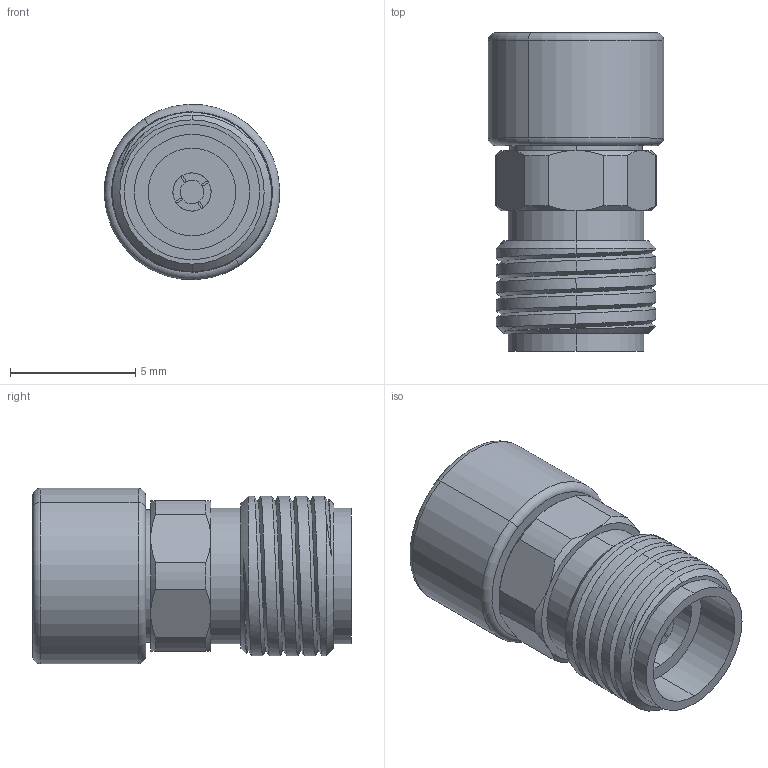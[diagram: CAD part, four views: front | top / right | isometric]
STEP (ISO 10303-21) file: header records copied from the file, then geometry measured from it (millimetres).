
FILE_DESCRIPTION (( 'STEP AP214' ), '1' );
FILE_NAME ('CM-3F-33-2, Defeatured.STEP', '2025-09-05T20:17:36', ( '' ), ( '' ), 'SwSTEP 2.0', 'SolidWorks 2021', '' );
FILE_SCHEMA (( 'AUTOMOTIVE_DESIGN' ));
Length unit declared in the file: inch
Products named in the file (1): CM-3F-33-2, Defeatured
Bounding box: 6.99 x 12.7 x 6.99 mm (x, y, z)
Volume: 348.5 mm3; surface area: 577.5 mm2
Topology: 2 solids, 2 shells, 94 faces, 225 edges, 144 vertices
Faces by surface type: cylinder 37, plane 35, cone 16, torus 4, bspline 2
Entity records: 5548 total; most frequent: CARTESIAN_POINT 2119, DIRECTION 456, ORIENTED_EDGE 450, EDGE_CURVE 225, AXIS2_PLACEMENT_3D 189, VERTEX_POINT 144, EDGE_LOOP 103, UNCERTAINTY_MEASURE_WITH_UNIT 97
